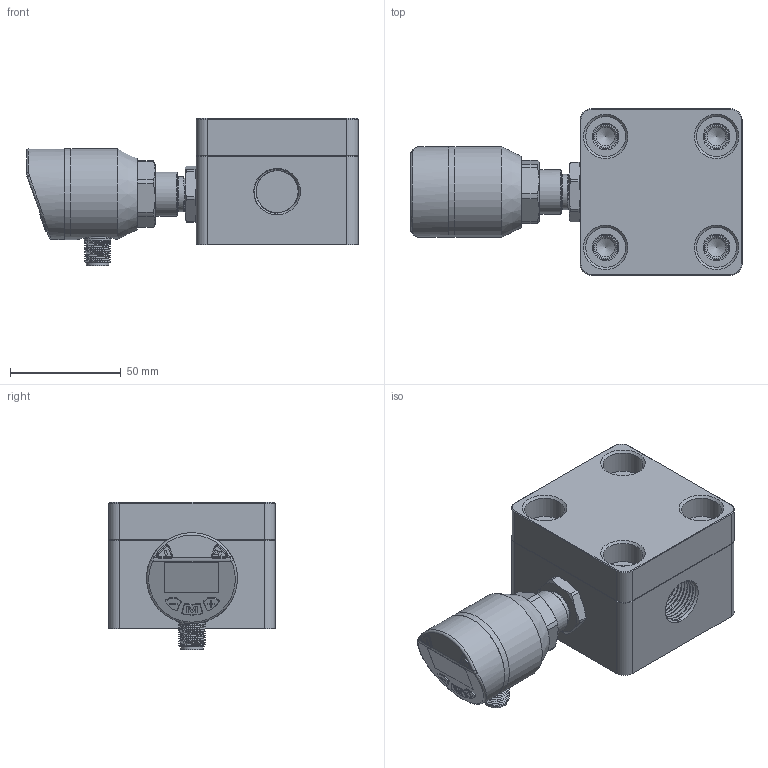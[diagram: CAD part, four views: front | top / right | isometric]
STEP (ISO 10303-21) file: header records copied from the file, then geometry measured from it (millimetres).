
FILE_DESCRIPTION(/* description */ (''),/* implementation_level */ '2;1');
FILE_NAME(/* name */ 'FM506-M10 流量计上方检测（方形）.stp',/* time_stamp */ '2024-03-18T11:33:25+08:00',/* author */ (''),/* organization */ (''),/* preprocessor_version */ 'ST-DEVELOPER v16.7',/* originating_system */ 'SIEMENS PLM Software NX 12.0',/* authorisation */ '');
FILE_SCHEMA (('AUTOMOTIVE_DESIGN { 1 0 10303 214 3 1 1 1 }'));
Length unit declared in the file: millimetre
Products named in the file (1): 00131800494iqpg
Bounding box: 149.8 x 75 x 66.35 mm (x, y, z)
Volume: 339243.7 mm3; surface area: 71201 mm2
Topology: 6 solids, 9 shells, 505 faces, 1210 edges, 758 vertices
Faces by surface type: plane 173, cylinder 157, cone 91, torus 39, bspline 39, sphere 6
Full cylindrical faces by diameter (mm): 1 x5, 2.7 x4, 5 x8, 8.4 x1, 8.5 x4, 9.7 x1, 9.8 x1, 10.1 x1, 11 x4, 11.6 x1, 12 x1, 15.9 x1, 18 x4, 20 x1, 23 x3, 26 x4, 41 x3
Entity records: 26076 total; most frequent: CARTESIAN_POINT 13642, DIRECTION 2264, ORIENTED_EDGE 2094, EDGE_CURVE 1047, AXIS2_PLACEMENT_3D 911, VERTEX_POINT 710, EDGE_LOOP 651, ADVANCED_FACE 502
